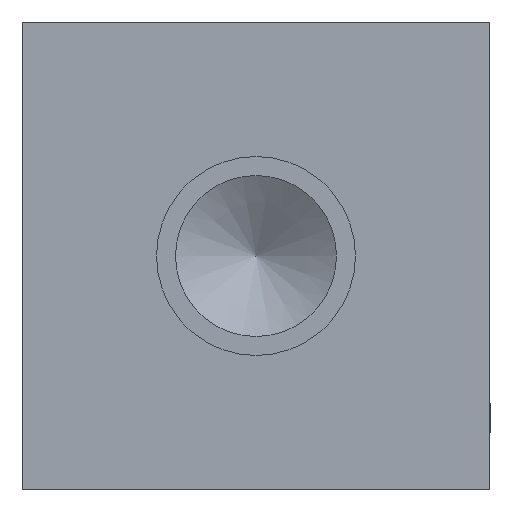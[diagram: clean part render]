
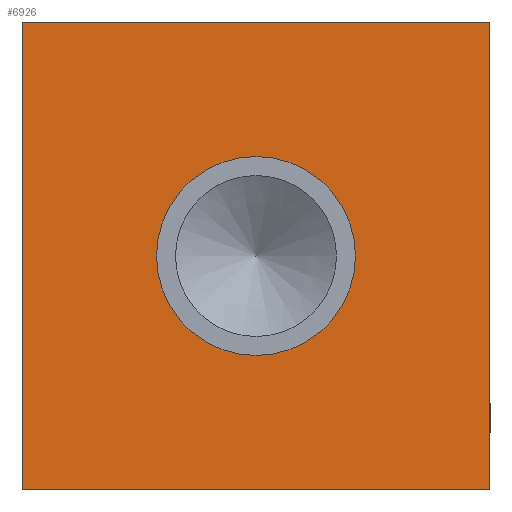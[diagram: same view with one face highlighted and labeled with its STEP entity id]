
A CAD part, left-side view. The second image highlights one B-rep face of the part: STEP entity #6926.
In plain terms, the highlighted planar face has unit normal (-1, 0, 0).
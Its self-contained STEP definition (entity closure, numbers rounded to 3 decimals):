
#100=CIRCLE('',#7237,10.795);
#101=CIRCLE('',#7238,10.795);
#141=FACE_BOUND('',#1099,.T.);
#357=PLANE('',#7240);
#708=FACE_OUTER_BOUND('',#1098,.T.);
#1098=EDGE_LOOP('',(#6125,#6126,#6127,#6128));
#1099=EDGE_LOOP('',(#6129,#6130));
#1366=LINE('',#10814,#2030);
#1770=LINE('',#11910,#2434);
#1771=LINE('',#11911,#2435);
#1772=LINE('',#11912,#2436);
#2030=VECTOR('',#7618,10.);
#2434=VECTOR('',#8494,10.);
#2435=VECTOR('',#8495,10.);
#2436=VECTOR('',#8496,10.);
#2974=VERTEX_POINT('',#10807);
#2977=VERTEX_POINT('',#10812);
#3302=VERTEX_POINT('',#11900);
#3303=VERTEX_POINT('',#11901);
#3304=VERTEX_POINT('',#11908);
#3305=VERTEX_POINT('',#11909);
#3770=EDGE_CURVE('',#2977,#2974,#1366,.T.);
#4248=EDGE_CURVE('',#3302,#3303,#100,.T.);
#4249=EDGE_CURVE('',#3303,#3302,#101,.T.);
#4252=EDGE_CURVE('',#3304,#3305,#1770,.T.);
#4253=EDGE_CURVE('',#3305,#2974,#1771,.T.);
#4254=EDGE_CURVE('',#3304,#2977,#1772,.T.);
#6125=ORIENTED_EDGE('',*,*,#4252,.T.);
#6126=ORIENTED_EDGE('',*,*,#4253,.T.);
#6127=ORIENTED_EDGE('',*,*,#3770,.F.);
#6128=ORIENTED_EDGE('',*,*,#4254,.F.);
#6129=ORIENTED_EDGE('',*,*,#4248,.T.);
#6130=ORIENTED_EDGE('',*,*,#4249,.T.);
#6926=ADVANCED_FACE('',(#708,#141),#357,.T.);
#7237=AXIS2_PLACEMENT_3D('',#11902,#8484,#8485);
#7238=AXIS2_PLACEMENT_3D('',#11903,#8486,#8487);
#7240=AXIS2_PLACEMENT_3D('',#11907,#8492,#8493);
#7618=DIRECTION('',(0.,-1.,0.));
#8484=DIRECTION('center_axis',(1.,0.,0.));
#8485=DIRECTION('ref_axis',(0.,1.,0.));
#8486=DIRECTION('center_axis',(1.,0.,0.));
#8487=DIRECTION('ref_axis',(0.,1.,0.));
#8492=DIRECTION('center_axis',(-1.,0.,0.));
#8493=DIRECTION('ref_axis',(0.,-1.,0.));
#8494=DIRECTION('',(0.,-1.,0.));
#8495=DIRECTION('',(0.,0.,1.));
#8496=DIRECTION('',(0.,0.,1.));
#10807=CARTESIAN_POINT('',(0.,0.,50.8));
#10812=CARTESIAN_POINT('',(0.,50.8,50.8));
#10814=CARTESIAN_POINT('',(0.,50.8,50.8));
#11900=CARTESIAN_POINT('',(0.,36.195,25.4));
#11901=CARTESIAN_POINT('',(0.,14.605,25.4));
#11902=CARTESIAN_POINT('Origin',(0.,25.4,25.4));
#11903=CARTESIAN_POINT('Origin',(0.,25.4,25.4));
#11907=CARTESIAN_POINT('Origin',(0.,50.8,0.));
#11908=CARTESIAN_POINT('',(0.,50.8,0.));
#11909=CARTESIAN_POINT('',(0.,0.,0.));
#11910=CARTESIAN_POINT('',(0.,50.8,0.));
#11911=CARTESIAN_POINT('',(0.,0.,0.));
#11912=CARTESIAN_POINT('',(0.,50.8,0.));
